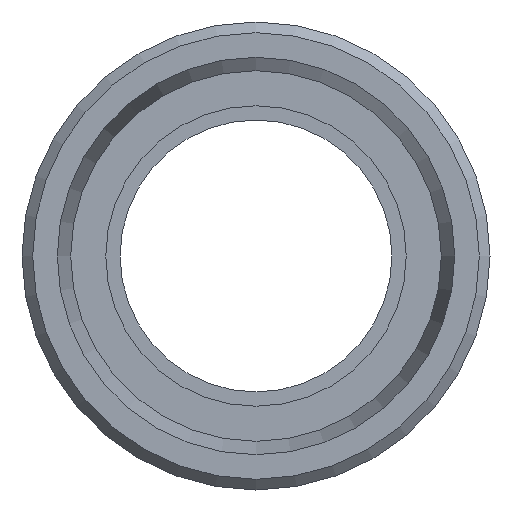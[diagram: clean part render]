
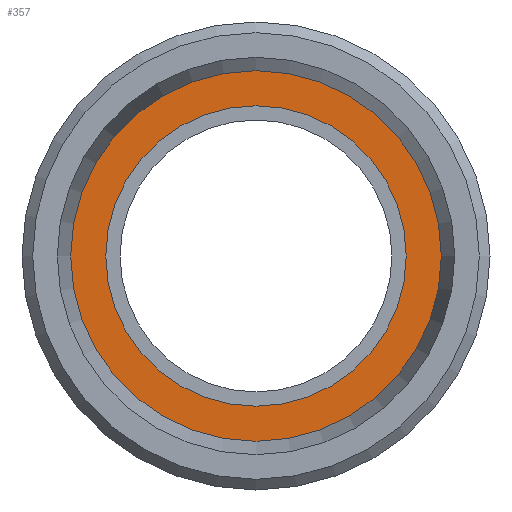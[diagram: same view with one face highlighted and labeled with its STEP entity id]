
A CAD part, front view. The second image highlights one B-rep face of the part: STEP entity #357.
In plain terms, the highlighted planar face has unit normal (0, -1, 0).
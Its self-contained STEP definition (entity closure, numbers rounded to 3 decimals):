
#31=PLANE('',#409);
#52=FACE_BOUND('',#165,.T.);
#85=CIRCLE('',#408,25.9);
#86=CIRCLE('',#410,21.);
#115=FACE_OUTER_BOUND('',#164,.T.);
#164=EDGE_LOOP('',(#298));
#165=EDGE_LOOP('',(#299));
#216=VERTEX_POINT('',#686);
#217=VERTEX_POINT('',#689);
#249=EDGE_CURVE('',#216,#216,#85,.T.);
#250=EDGE_CURVE('',#217,#217,#86,.T.);
#298=ORIENTED_EDGE('',*,*,#249,.T.);
#299=ORIENTED_EDGE('',*,*,#250,.F.);
#357=ADVANCED_FACE('',(#115,#52),#31,.T.);
#408=AXIS2_PLACEMENT_3D('',#687,#507,#508);
#409=AXIS2_PLACEMENT_3D('',#688,#509,#510);
#410=AXIS2_PLACEMENT_3D('',#690,#511,#512);
#507=DIRECTION('center_axis',(0.,-1.,0.));
#508=DIRECTION('ref_axis',(1.,0.,0.));
#509=DIRECTION('center_axis',(0.,-1.,0.));
#510=DIRECTION('ref_axis',(0.,0.,-1.));
#511=DIRECTION('center_axis',(0.,-1.,0.));
#512=DIRECTION('ref_axis',(1.,0.,0.));
#686=CARTESIAN_POINT('',(25.9,10.5,0.));
#687=CARTESIAN_POINT('Origin',(0.,10.5,0.));
#688=CARTESIAN_POINT('Origin',(23.45,10.5,0.));
#689=CARTESIAN_POINT('',(21.,10.5,0.));
#690=CARTESIAN_POINT('Origin',(0.,10.5,0.));
